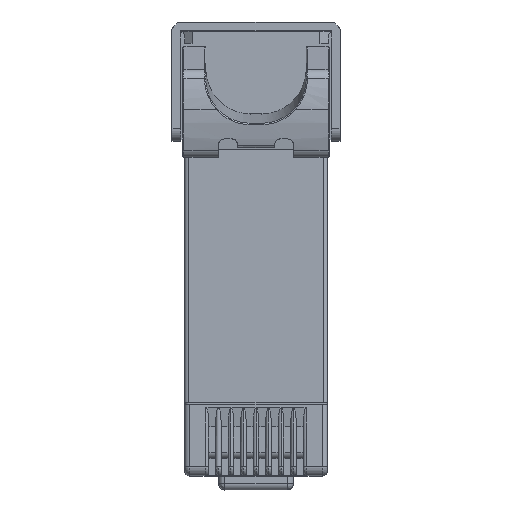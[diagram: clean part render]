
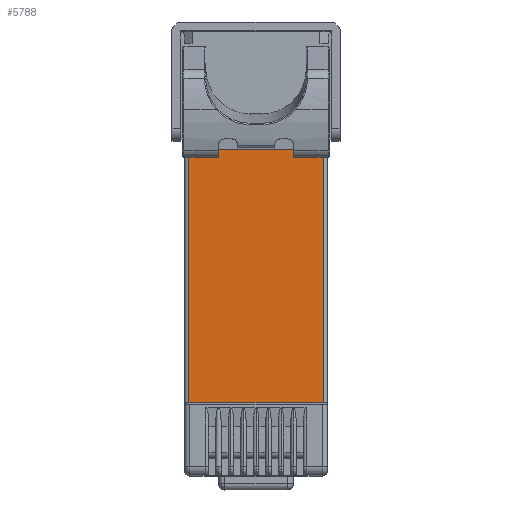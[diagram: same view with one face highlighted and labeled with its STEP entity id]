
A CAD part, top view. The second image highlights one B-rep face of the part: STEP entity #5788.
In plain terms, the highlighted planar face has unit normal (0, 0, 1).
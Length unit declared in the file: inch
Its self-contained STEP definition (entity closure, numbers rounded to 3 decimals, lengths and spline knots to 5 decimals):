
#1278 = EDGE_CURVE ( 'NONE', #12480, #2769, #8506, .T. ) ;
#1369 = CARTESIAN_POINT ( 'NONE',  ( 0.48287, 1.12717, 0.43366 ) ) ;
#2713 = CARTESIAN_POINT ( 'NONE',  ( 0.2687, 0.73789, 0.43366 ) ) ;
#2725 = EDGE_CURVE ( 'NONE', #2769, #16234, #3327, .T. ) ;
#2769 = VERTEX_POINT ( 'NONE', #18124 ) ;
#3327 = LINE ( 'NONE', #4918, #14905 ) ;
#3339 = EDGE_LOOP ( 'NONE', ( #4592, #17670, #17393, #11143 ) ) ;
#4220 = FACE_OUTER_BOUND ( 'NONE', #3339, .T. ) ;
#4592 = ORIENTED_EDGE ( 'NONE', *, *, #2725, .F. ) ;
#4918 = CARTESIAN_POINT ( 'NONE',  ( 0.05453, 0.73789, 0.43366 ) ) ;
#5788 = ADVANCED_FACE ( 'NONE', ( #4220 ), #10226, .F. ) ;
#7269 = DIRECTION ( 'NONE',  ( -1., 0., 0. ) ) ;
#7336 = LINE ( 'NONE', #11953, #10765 ) ;
#7854 = DIRECTION ( 'NONE',  ( 1., 0., 0. ) ) ;
#7867 = CARTESIAN_POINT ( 'NONE',  ( 0.48287, 0.27776, 0.43366 ) ) ;
#8412 = VECTOR ( 'NONE', #16474, 39.37008 ) ;
#8506 = LINE ( 'NONE', #11756, #8412 ) ;
#8744 = DIRECTION ( 'NONE',  ( 0., 0., -1. ) ) ;
#8757 = EDGE_CURVE ( 'NONE', #16234, #18560, #18510, .T. ) ;
#9152 = DIRECTION ( 'NONE',  ( 0., 1., 0. ) ) ;
#10226 = PLANE ( 'NONE',  #13545 ) ;
#10765 = VECTOR ( 'NONE', #16206, 39.37008 ) ;
#11021 = CARTESIAN_POINT ( 'NONE',  ( 0.49862, 1.12717, 0.43366 ) ) ;
#11143 = ORIENTED_EDGE ( 'NONE', *, *, #8757, .F. ) ;
#11635 = CARTESIAN_POINT ( 'NONE',  ( 0.05453, 1.12717, 0.43366 ) ) ;
#11756 = CARTESIAN_POINT ( 'NONE',  ( 0.2687, 0.27776, 0.43366 ) ) ;
#11953 = CARTESIAN_POINT ( 'NONE',  ( 0.48287, 0.73789, 0.43366 ) ) ;
#12480 = VERTEX_POINT ( 'NONE', #7867 ) ;
#13545 = AXIS2_PLACEMENT_3D ( 'NONE', #2713, #8744, #7269 ) ;
#14905 = VECTOR ( 'NONE', #9152, 39.37008 ) ;
#16206 = DIRECTION ( 'NONE',  ( 0., -1., 0. ) ) ;
#16234 = VERTEX_POINT ( 'NONE', #11635 ) ;
#16474 = DIRECTION ( 'NONE',  ( -1., 0., 0. ) ) ;
#17393 = ORIENTED_EDGE ( 'NONE', *, *, #19304, .F. ) ;
#17670 = ORIENTED_EDGE ( 'NONE', *, *, #1278, .F. ) ;
#18124 = CARTESIAN_POINT ( 'NONE',  ( 0.05453, 0.27776, 0.43366 ) ) ;
#18510 = LINE ( 'NONE', #11021, #18735 ) ;
#18560 = VERTEX_POINT ( 'NONE', #1369 ) ;
#18735 = VECTOR ( 'NONE', #7854, 39.37008 ) ;
#19304 = EDGE_CURVE ( 'NONE', #18560, #12480, #7336, .T. ) ;
